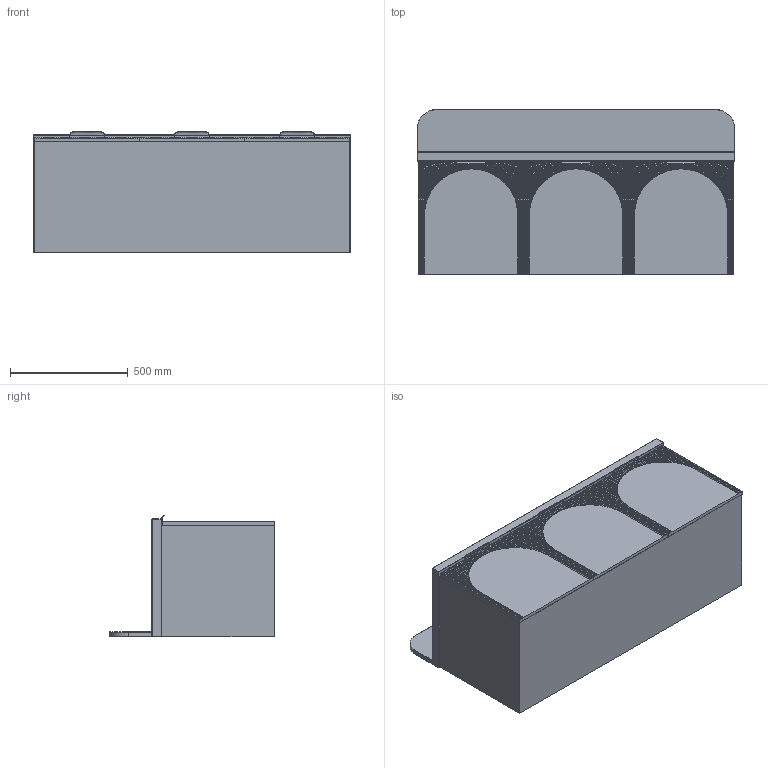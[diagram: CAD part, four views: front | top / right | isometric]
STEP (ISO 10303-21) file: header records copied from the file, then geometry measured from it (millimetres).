
FILE_DESCRIPTION (( 'STEP AP214' ), '1' );
FILE_NAME ('1350 Archie Double (ALL DOOR).STEP', '2022-02-16T04:14:36', ( '' ), ( '' ), 'SwSTEP 2.0', 'SolidWorks 2021', '' );
FILE_SCHEMA (( 'AUTOMOTIVE_DESIGN' ));
Length unit declared in the file: millimetre
Products named in the file (4): 1350 Carcass Double; 1350 Archie Double (ALL DOOR); Carlisle; Arch Panel
Assembly tree (7 placements, depth 2):
  1350 Archie Double (ALL DOOR)
    1350 Carcass Double
    Arch Panel  x3
    Carlisle  x3
Bounding box: 1350 x 700 x 515.21 mm (x, y, z)
Volume: 83728171.1 mm3; surface area: 8361937.5 mm2
Topology: 9 solids, 9 shells, 711 faces, 1777 edges, 1080 vertices
Faces by surface type: plane 509, cone 132, cylinder 32, bspline 30, torus 4, sphere 4
Entity records: 8850 total; most frequent: CARTESIAN_POINT 2289, ORIENTED_EDGE 1366, DIRECTION 1261, EDGE_CURVE 683, LINE 431, VECTOR 431, VERTEX_POINT 416, AXIS2_PLACEMENT_3D 415
